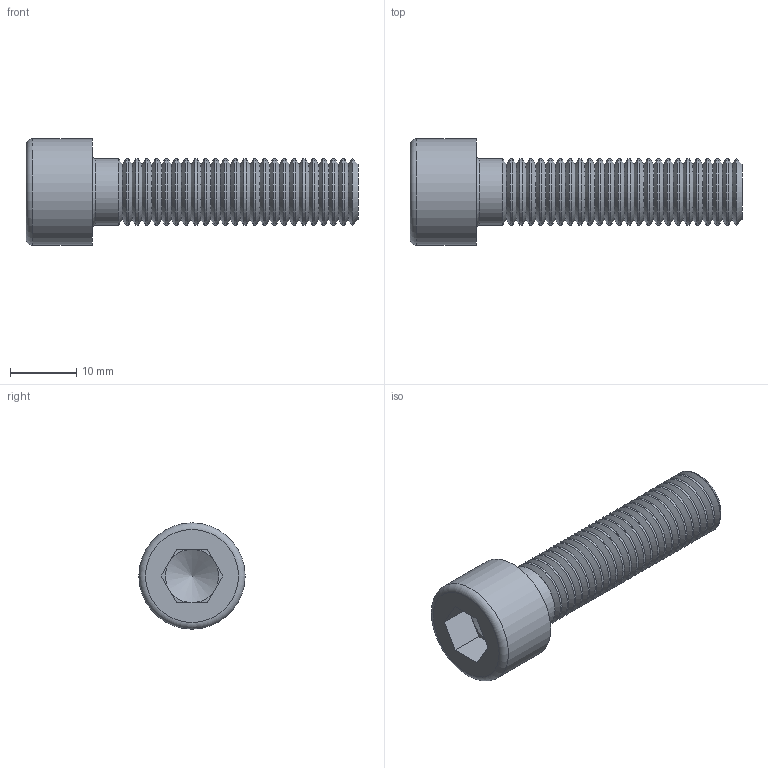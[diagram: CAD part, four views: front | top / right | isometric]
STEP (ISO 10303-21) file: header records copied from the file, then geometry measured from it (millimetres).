
FILE_DESCRIPTION (( 'STEP AP203' ), '1' );
FILE_NAME ('Âèíò ñ âíóòðåííèì øåñòèãðàííèêîì DIN912 Ì10õ40 (ïîëíàÿ ðåçüáà).STEP', '2024-03-20T06:22:51', ( '' ), ( '' ), 'SwSTEP 2.0', 'SolidWorks 2021', '' );
FILE_SCHEMA (( 'CONFIG_CONTROL_DESIGN' ));
Length unit declared in the file: millimetre
Products named in the file (1): Âèíò ñ âíóòðåííèì øåñòèãðàííèêîì DIN912 Ì10õ40 (ïîëíàÿ ðåçüáà)
Bounding box: 50 x 16 x 16 mm (x, y, z)
Volume: 4472.8 mm3; surface area: 2788.5 mm2
Topology: 1 solids, 1 shells, 93 faces, 190 edges, 100 vertices
Faces by surface type: cone 50, cylinder 26, plane 15, torus 2
Full cylindrical faces by diameter (mm): 10 x25, 16 x1
Entity records: 2029 total; most frequent: DIRECTION 382, CARTESIAN_POINT 300, ORIENTED_EDGE 218, AXIS2_PLACEMENT_3D 179, EDGE_LOOP 172, FACE_OUTER_BOUND 121, EDGE_CURVE 109, VERTEX_POINT 97
